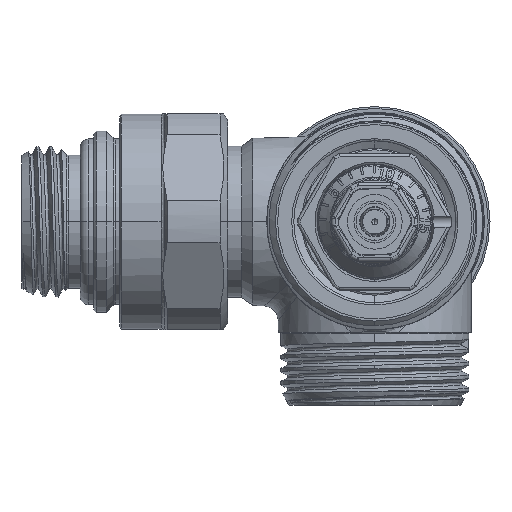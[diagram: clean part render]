
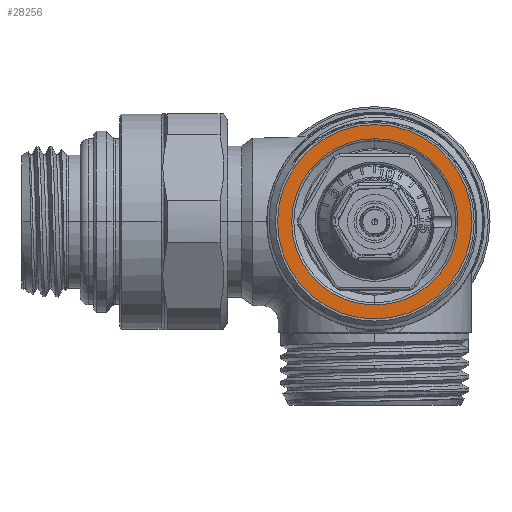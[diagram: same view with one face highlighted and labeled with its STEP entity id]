
A CAD part, left-side view. The second image highlights one B-rep face of the part: STEP entity #28256.
In plain terms, the highlighted planar face has unit normal (-1, 0, 0).
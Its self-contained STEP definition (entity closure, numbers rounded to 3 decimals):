
#3300=CARTESIAN_POINT('',(-46.5,0.,0.));
#3301=DIRECTION('',(-1.,0.,0.));
#3302=DIRECTION('',(0.,0.,1.));
#3303=AXIS2_PLACEMENT_3D('',#3300,#3301,#3302);
#3305=CARTESIAN_POINT('',(-46.5,0.,0.));
#3306=DIRECTION('',(1.,0.,0.));
#3307=DIRECTION('',(0.,0.,1.));
#3308=AXIS2_PLACEMENT_3D('',#3305,#3306,#3307);
#3310=CARTESIAN_POINT('',(-46.5,0.,0.));
#3311=DIRECTION('',(1.,0.,0.));
#3312=DIRECTION('',(0.,0.,1.));
#3313=AXIS2_PLACEMENT_3D('',#3310,#3311,#3312);
#3315=CARTESIAN_POINT('',(-46.5,0.,0.));
#3316=DIRECTION('',(1.,0.,0.));
#3317=DIRECTION('',(0.,0.,-1.));
#3318=AXIS2_PLACEMENT_3D('',#3315,#3316,#3317);
#24119=CARTESIAN_POINT('',(-46.5,0.,13.5));
#24121=VERTEX_POINT('',#24119);
#24123=CARTESIAN_POINT('',(-46.5,0.,-13.5));
#24125=VERTEX_POINT('',#24123);
#24330=CARTESIAN_POINT('',(-46.5,0.,11.55));
#24331=CARTESIAN_POINT('',(-46.5,0.,-11.55));
#24332=VERTEX_POINT('',#24330);
#24333=VERTEX_POINT('',#24331);
#28241=CARTESIAN_POINT('',(-46.5,0.,0.));
#28242=DIRECTION('',(1.,0.,0.));
#28243=DIRECTION('',(0.,0.,1.));
#28244=AXIS2_PLACEMENT_3D('',#28241,#28242,#28243);
#28245=PLANE('',#28244);
#28246=ORIENTED_EDGE('',*,*,#28234,.F.);
#28247=ORIENTED_EDGE('',*,*,#28223,.T.);
#28248=EDGE_LOOP('',(#28246,#28247));
#28249=FACE_OUTER_BOUND('',#28248,.F.);
#28251=ORIENTED_EDGE('',*,*,#28250,.F.);
#28253=ORIENTED_EDGE('',*,*,#28252,.F.);
#28254=EDGE_LOOP('',(#28251,#28253));
#28255=FACE_BOUND('',#28254,.F.);
#28256=ADVANCED_FACE('',(#28249,#28255),#28245,.F.);
#3304=CIRCLE('',#3303,13.5);
#3309=CIRCLE('',#3308,13.5);
#3314=CIRCLE('',#3313,11.55);
#3319=CIRCLE('',#3318,11.55);
#28223=EDGE_CURVE('',#24121,#24125,#3309,.T.);
#28234=EDGE_CURVE('',#24121,#24125,#3304,.T.);
#28250=EDGE_CURVE('',#24332,#24333,#3314,.T.);
#28252=EDGE_CURVE('',#24333,#24332,#3319,.T.);
